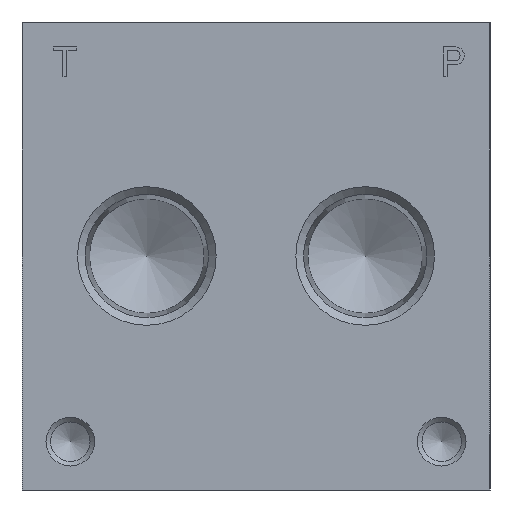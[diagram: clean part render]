
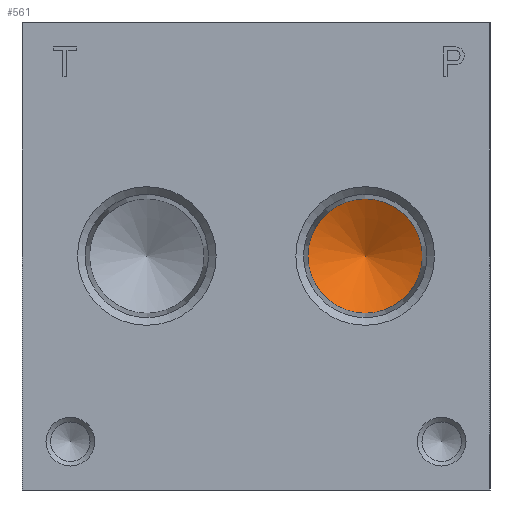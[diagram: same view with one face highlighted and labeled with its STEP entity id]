
A CAD part, left-side view. The second image highlights one B-rep face of the part: STEP entity #561.
In plain terms, the highlighted conical face has half-angle 61.526 degrees and reference radius 9.32 mm.
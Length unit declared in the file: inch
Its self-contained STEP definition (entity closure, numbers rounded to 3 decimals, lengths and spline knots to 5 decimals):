
#561 = ADVANCED_FACE( '', ( #1465, #1466 ), #1467, .F. );
#1465 = FACE_BOUND( '', #2849, .T. );
#1466 = FACE_OUTER_BOUND( '', #2850, .T. );
#1467 = CONICAL_SURFACE( '', #2851, 0.36691, 1.074 );
#2849 = VERTEX_LOOP( '', #4521 );
#2850 = EDGE_LOOP( '', ( #4522 ) );
#2851 = AXIS2_PLACEMENT_3D( '', #4523, #4524, #4525 );
#4521 = VERTEX_POINT( '', #7633 );
#4522 = ORIENTED_EDGE( '', *, *, #7634, .F. );
#4523 = CARTESIAN_POINT( '', ( 0.962, 0.8, 1.5 ) );
#4524 = DIRECTION( '', ( -1., 0., 0. ) );
#4525 = DIRECTION( '', ( 0., 0., 1. ) );
#7633 = CARTESIAN_POINT( '', ( 1.161, 0.8, 1.5 ) );
#7634 = EDGE_CURVE( '', #9124, #9124, #9125, .T. );
#9124 = VERTEX_POINT( '', #11152 );
#9125 = CIRCLE( '', #11153, 0.36691 );
#11152 = CARTESIAN_POINT( '', ( 0.962, 0.8, 1.13309 ) );
#11153 = AXIS2_PLACEMENT_3D( '', #13304, #13305, #13306 );
#13304 = CARTESIAN_POINT( '', ( 0.962, 0.8, 1.5 ) );
#13305 = DIRECTION( '', ( 1., 0., 0. ) );
#13306 = DIRECTION( '', ( 0., 0., -1. ) );
